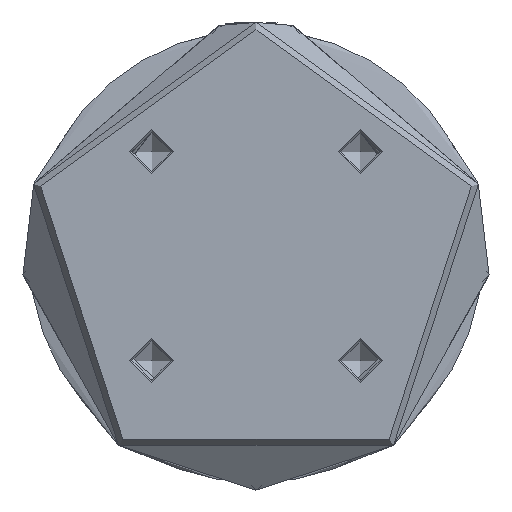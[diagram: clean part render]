
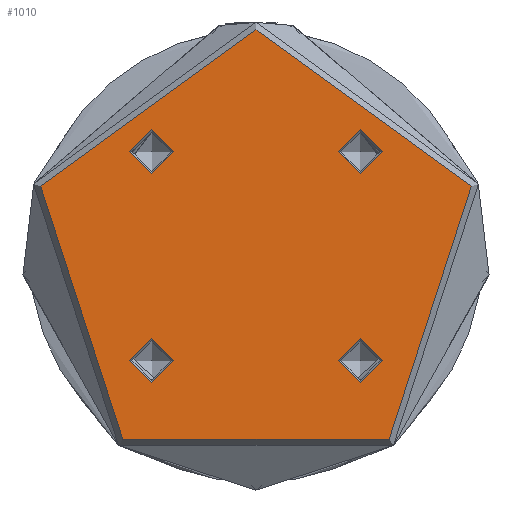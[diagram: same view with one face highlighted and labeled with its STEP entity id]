
A CAD part, front view. The second image highlights one B-rep face of the part: STEP entity #1010.
In plain terms, the highlighted face is planar.
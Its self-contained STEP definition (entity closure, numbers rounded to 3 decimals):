
#15 = PLANE ( 'NONE',  #5372 ) ;
#280 = CARTESIAN_POINT ( 'NONE',  ( -21.213, -21.213, 0. ) ) ;
#289 = AXIS2_PLACEMENT_3D ( 'NONE', #1621, #4600, #2052 ) ;
#412 = EDGE_LOOP ( 'NONE', ( #3288 ) ) ;
#429 = CARTESIAN_POINT ( 'NONE',  ( 0., 0., 0. ) ) ;
#667 = FACE_OUTER_BOUND ( 'NONE', #4062, .T. ) ;
#672 = CARTESIAN_POINT ( 'NONE',  ( 16.713, 21.213, 0. ) ) ;
#686 = DIRECTION ( 'NONE',  ( 0., 0., -1. ) ) ;
#702 = DIRECTION ( 'NONE',  ( 1., 0., 0. ) ) ;
#734 = EDGE_LOOP ( 'NONE', ( #1928 ) ) ;
#807 = FACE_BOUND ( 'NONE', #4014, .T. ) ;
#877 = CARTESIAN_POINT ( 'NONE',  ( 21.213, 21.213, 0. ) ) ;
#943 = ORIENTED_EDGE ( 'NONE', *, *, #1020, .F. ) ;
#1010 = ADVANCED_FACE ( 'NONE', ( #807, #3100, #1810, #2960, #667 ), #15, .F. ) ;
#1020 = EDGE_CURVE ( 'NONE', #2230, #2230, #3952, .T. ) ;
#1110 = CARTESIAN_POINT ( 'NONE',  ( -16.713, -21.213, 0. ) ) ;
#1299 = DIRECTION ( 'NONE',  ( -1., 0., 0. ) ) ;
#1398 = AXIS2_PLACEMENT_3D ( 'NONE', #4174, #1612, #4591 ) ;
#1548 = CARTESIAN_POINT ( 'NONE',  ( 46., 0., 0. ) ) ;
#1612 = DIRECTION ( 'NONE',  ( 0., 0., -1. ) ) ;
#1621 = CARTESIAN_POINT ( 'NONE',  ( 0., 0., 0. ) ) ;
#1810 = FACE_BOUND ( 'NONE', #734, .T. ) ;
#1830 = VERTEX_POINT ( 'NONE', #1110 ) ;
#1928 = ORIENTED_EDGE ( 'NONE', *, *, #2794, .T. ) ;
#1942 = CIRCLE ( 'NONE', #5261, 4.5 ) ;
#2039 = EDGE_CURVE ( 'NONE', #4239, #4239, #5333, .T. ) ;
#2052 = DIRECTION ( 'NONE',  ( 1., 0., 0. ) ) ;
#2230 = VERTEX_POINT ( 'NONE', #672 ) ;
#2397 = CARTESIAN_POINT ( 'NONE',  ( -16.713, 21.213, 0. ) ) ;
#2794 = EDGE_CURVE ( 'NONE', #2977, #2977, #4349, .T. ) ;
#2837 = EDGE_CURVE ( 'NONE', #1830, #1830, #1942, .T. ) ;
#2960 = FACE_BOUND ( 'NONE', #412, .T. ) ;
#2977 = VERTEX_POINT ( 'NONE', #3691 ) ;
#3044 = EDGE_CURVE ( 'NONE', #5086, #5086, #3093, .T. ) ;
#3054 = ORIENTED_EDGE ( 'NONE', *, *, #3044, .T. ) ;
#3093 = CIRCLE ( 'NONE', #289, 46. ) ;
#3100 = FACE_BOUND ( 'NONE', #5353, .T. ) ;
#3257 = CARTESIAN_POINT ( 'NONE',  ( 21.213, -21.213, 0. ) ) ;
#3265 = AXIS2_PLACEMENT_3D ( 'NONE', #3257, #686, #3685 ) ;
#3274 = DIRECTION ( 'NONE',  ( 0., 0., 1. ) ) ;
#3288 = ORIENTED_EDGE ( 'NONE', *, *, #2837, .F. ) ;
#3427 = DIRECTION ( 'NONE',  ( -1., 0., 0. ) ) ;
#3685 = DIRECTION ( 'NONE',  ( -1., 0., 0. ) ) ;
#3691 = CARTESIAN_POINT ( 'NONE',  ( 16.713, -21.213, 0. ) ) ;
#3873 = DIRECTION ( 'NONE',  ( 0., 0., 1. ) ) ;
#3952 = CIRCLE ( 'NONE', #4507, 4.5 ) ;
#4014 = EDGE_LOOP ( 'NONE', ( #943 ) ) ;
#4062 = EDGE_LOOP ( 'NONE', ( #3054 ) ) ;
#4174 = CARTESIAN_POINT ( 'NONE',  ( -21.213, 21.213, 0. ) ) ;
#4233 = DIRECTION ( 'NONE',  ( 0., 0., -1. ) ) ;
#4239 = VERTEX_POINT ( 'NONE', #2397 ) ;
#4349 = CIRCLE ( 'NONE', #3265, 4.5 ) ;
#4507 = AXIS2_PLACEMENT_3D ( 'NONE', #877, #3873, #1299 ) ;
#4591 = DIRECTION ( 'NONE',  ( 1., 0., 0. ) ) ;
#4600 = DIRECTION ( 'NONE',  ( 0., 0., 1. ) ) ;
#5086 = VERTEX_POINT ( 'NONE', #1548 ) ;
#5261 = AXIS2_PLACEMENT_3D ( 'NONE', #280, #3274, #702 ) ;
#5280 = ORIENTED_EDGE ( 'NONE', *, *, #2039, .T. ) ;
#5333 = CIRCLE ( 'NONE', #1398, 4.5 ) ;
#5353 = EDGE_LOOP ( 'NONE', ( #5280 ) ) ;
#5372 = AXIS2_PLACEMENT_3D ( 'NONE', #429, #4233, #3427 ) ;
